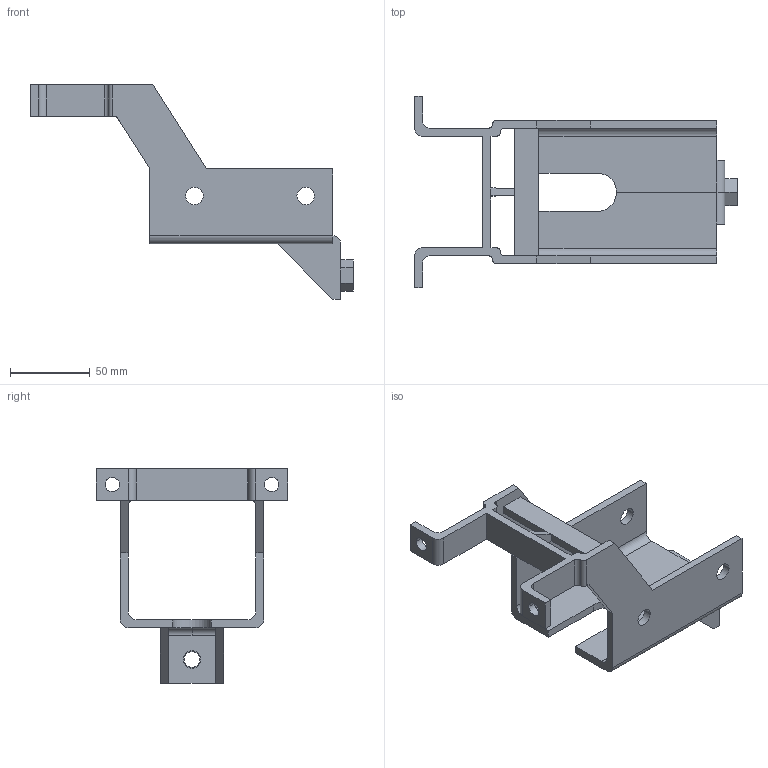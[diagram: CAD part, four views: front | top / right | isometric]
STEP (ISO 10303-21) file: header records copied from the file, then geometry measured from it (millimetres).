
FILE_DESCRIPTION(('CATIA V5 STEP Exchange'),'2;1');
FILE_NAME('Glissiere.stp','2023-08-29T16:48:10+00:00',('none'),('none'),'CATIA Version 5 Release 19 SP 2 (IN-10)','CATIA V5 STEP AP203','none');
FILE_SCHEMA(('CONFIG_CONTROL_DESIGN'));
Length unit declared in the file: millimetre
Products named in the file (1): Glissiere
Bounding box: 203 x 120.2 x 135 mm (x, y, z)
Volume: 154015.9 mm3; surface area: 68905.2 mm2
Topology: 1 solids, 1 shells, 101 faces, 289 edges, 188 vertices
Faces by surface type: plane 64, cylinder 37
Entity records: 3178 total; most frequent: CARTESIAN_POINT 584, ORIENTED_EDGE 578, DIRECTION 431, EDGE_CURVE 289, VECTOR 215, LINE 215, VERTEX_POINT 188, AXIS2_PLACEMENT_3D 145
